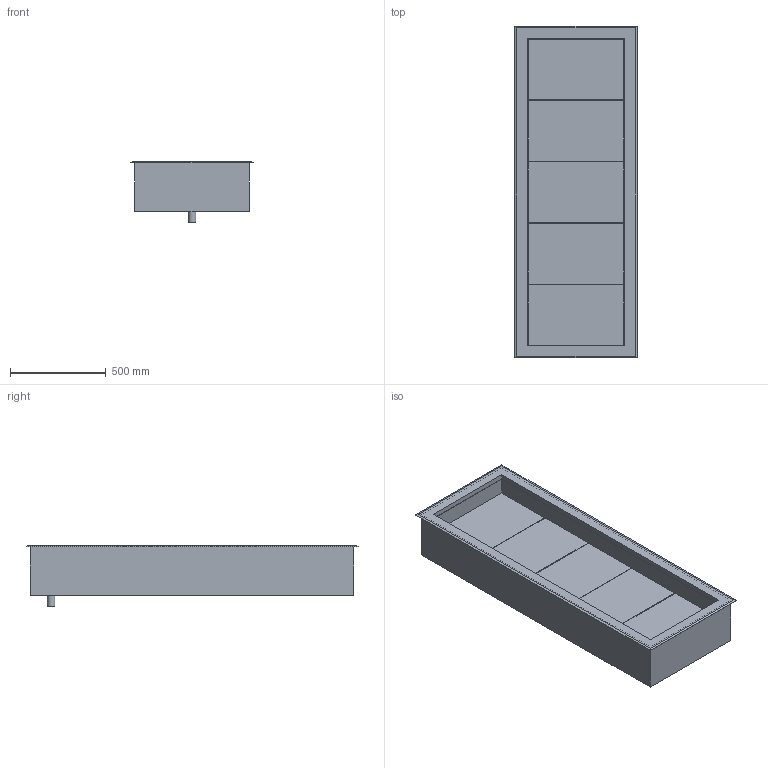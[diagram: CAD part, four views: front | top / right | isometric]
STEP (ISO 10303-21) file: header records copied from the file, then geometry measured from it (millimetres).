
FILE_DESCRIPTION(/* description */ ('Crushed Ice Wanne: ungekühlt'),/* implementation_level */ '2;1');
FILE_NAME(/* name */ '3D-AKE-00003074.stp',/* time_stamp */ '2021-09-29T13:48:36+02:00',/* author */ ('maltrim.rexhaj'),/* organization */ (''),/* preprocessor_version */ 'ST-DEVELOPER v18',/* originating_system */ 'Autodesk Inventor 2020',/* authorisation */ '');
FILE_SCHEMA (('AUTOMOTIVE_DESIGN { 1 0 10303 214 3 1 1 }'));
Length unit declared in the file: millimetre
Products named in the file (1): 3D-AKE-00003074
Bounding box: 640 x 1735 x 315 mm (x, y, z)
Volume: 105837021 mm3; surface area: 6065497.3 mm2
Topology: 6 solids, 6 shells, 57 faces, 121 edges, 80 vertices
Faces by surface type: plane 56, cylinder 1
Full cylindrical faces by diameter (mm): 40 x1
Entity records: 1539 total; most frequent: CARTESIAN_POINT 259, ORIENTED_EDGE 242, DIRECTION 241, EDGE_CURVE 121, LINE 117, VECTOR 117, VERTEX_POINT 80, AXIS2_PLACEMENT_3D 62
